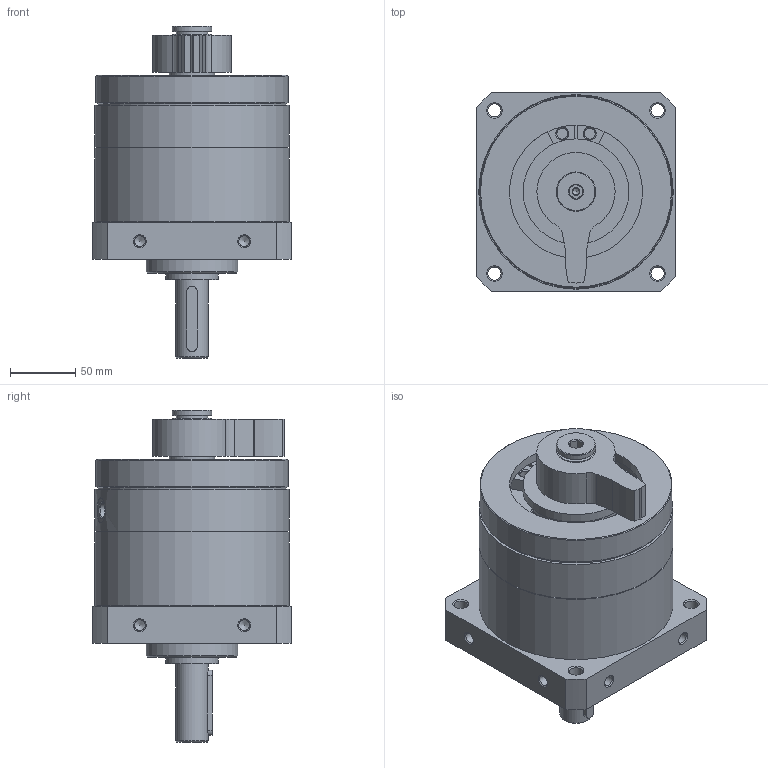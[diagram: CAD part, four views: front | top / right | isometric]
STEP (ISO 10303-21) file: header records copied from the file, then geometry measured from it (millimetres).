
FILE_DESCRIPTION(/* description */ ('STEP AP214'),/* implementation_level */ '2;1');
FILE_NAME(/* name */ '1145127_DSM-T-63-270-A-B',/* time_stamp */ '2024-08-21T19:47:26+02:00',/* author */ ('License CC BY-ND 4.0'),/* organization */ ('CADENAS'),/* preprocessor_version */ 'ST-DEVELOPER v19.3',/* originating_system */ 'PARTsolutions',/* authorisation */ ' ');
FILE_SCHEMA (('AUTOMOTIVE_DESIGN {1 0 10303 214 3 1 1}'));
Length unit declared in the file: millimetre
Products named in the file (4): 1145127 DSM-T-63-270-A-B--(0); 552083 DSM-63-270-A-B_G---(T); 714510 DSM-63_NS; 552083 DSM-63-270-A-B_K---(T)
Assembly tree (4 placements, depth 2):
  1145127 DSM-T-63-270-A-B--(0)
    552083 DSM-63-270-A-B_G---(T)
    714510 DSM-63_NS  x2
    552083 DSM-63-270-A-B_K---(T)
Bounding box: 152 x 152 x 254.4 mm (x, y, z)
Volume: 2310444.3 mm3; surface area: 276661.8 mm2
Topology: 4 solids, 4 shells, 190 faces, 426 edges, 271 vertices
Faces by surface type: plane 73, cylinder 69, cone 46, torus 2
Full cylindrical faces by diameter (mm): 3.6 x2, 4.917 x1, 8.376 x9, 10.106 x4, 10.5 x1, 11.445 x2, 19 x2, 24 x1, 25 x1, 30 x2, 30.1 x1, 35 x2, 40 x1, 69 x1, 70 x1, 81 x1, 102 x1, 116 x1, 129 x2, 144.6 x1, 147.6 x1, 149 x2
Entity records: 4591 total; most frequent: DIRECTION 815, CARTESIAN_POINT 807, ORIENTED_EDGE 594, AXIS2_PLACEMENT_3D 346, FACE_BOUND 305, EDGE_CURVE 297, EDGE_LOOP 297, VERTEX_POINT 242
